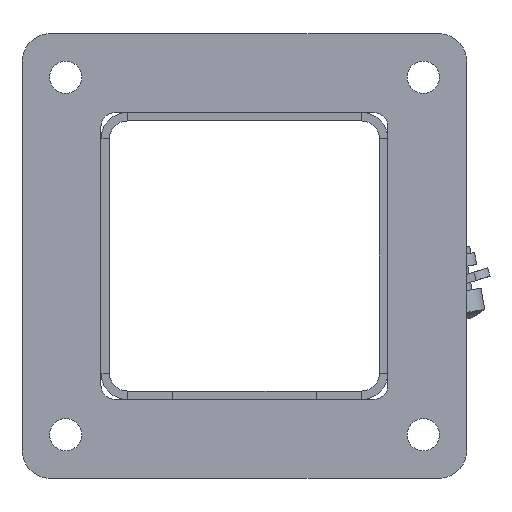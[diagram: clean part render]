
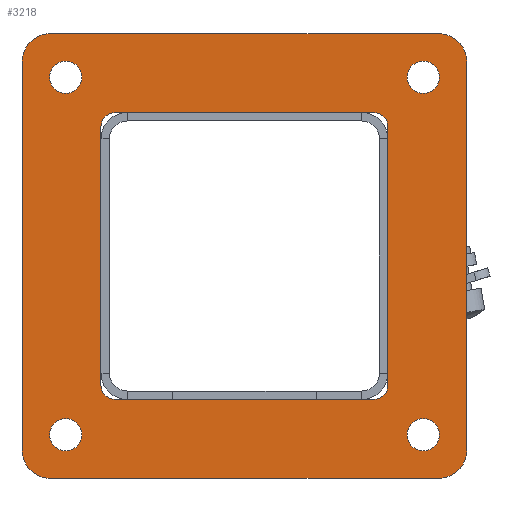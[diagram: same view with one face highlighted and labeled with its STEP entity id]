
A CAD part, front view. The second image highlights one B-rep face of the part: STEP entity #3218.
In plain terms, the highlighted face is planar.
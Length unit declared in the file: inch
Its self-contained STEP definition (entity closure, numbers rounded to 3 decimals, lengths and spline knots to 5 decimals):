
#96=FACE_BOUND($,#542,.T.);
#97=FACE_BOUND($,#543,.T.);
#98=FACE_BOUND($,#544,.T.);
#99=FACE_BOUND($,#545,.T.);
#100=FACE_BOUND($,#546,.T.);
#200=PLANE($,#3472);
#354=FACE_OUTER_BOUND($,#541,.T.);
#541=EDGE_LOOP($,(#2383,#2384,#2385,#2386,#2387,#2388,#2389,#2390));
#542=EDGE_LOOP($,(#2391,#2392,#2393,#2394,#2395,#2396,#2397,#2398));
#543=EDGE_LOOP($,(#2399));
#544=EDGE_LOOP($,(#2400));
#545=EDGE_LOOP($,(#2401));
#546=EDGE_LOOP($,(#2402));
#720=CIRCLE($,#3429,0.125);
#722=CIRCLE($,#3433,0.125);
#724=CIRCLE($,#3437,0.125);
#726=CIRCLE($,#3441,0.125);
#727=CIRCLE($,#3444,0.25);
#736=CIRCLE($,#3456,0.25);
#737=CIRCLE($,#3459,0.25);
#738=CIRCLE($,#3462,0.25);
#739=CIRCLE($,#3464,0.14063);
#740=CIRCLE($,#3466,0.14063);
#741=CIRCLE($,#3468,0.14063);
#742=CIRCLE($,#3470,0.14063);
#883=LINE($,#4862,#1193);
#886=LINE($,#4873,#1196);
#890=LINE($,#4885,#1200);
#893=LINE($,#4894,#1203);
#899=LINE($,#4910,#1209);
#905=LINE($,#4938,#1215);
#908=LINE($,#4946,#1218);
#910=LINE($,#4964,#1220);
#1193=VECTOR($,#3892,2.25);
#1196=VECTOR($,#3903,2.25);
#1200=VECTOR($,#3915,2.25);
#1203=VECTOR($,#3926,2.25);
#1209=VECTOR($,#3940,3.375);
#1215=VECTOR($,#3968,3.375);
#1218=VECTOR($,#3977,3.375);
#1220=VECTOR($,#4001,3.375);
#1481=VERTEX_POINT($,#4852);
#1482=VERTEX_POINT($,#4854);
#1484=VERTEX_POINT($,#4860);
#1487=VERTEX_POINT($,#4867);
#1488=VERTEX_POINT($,#4869);
#1491=VERTEX_POINT($,#4879);
#1492=VERTEX_POINT($,#4881);
#1494=VERTEX_POINT($,#4890);
#1495=VERTEX_POINT($,#4897);
#1496=VERTEX_POINT($,#4898);
#1500=VERTEX_POINT($,#4908);
#1510=VERTEX_POINT($,#4932);
#1511=VERTEX_POINT($,#4936);
#1512=VERTEX_POINT($,#4940);
#1513=VERTEX_POINT($,#4944);
#1514=VERTEX_POINT($,#4948);
#1515=VERTEX_POINT($,#4952);
#1516=VERTEX_POINT($,#4955);
#1517=VERTEX_POINT($,#4958);
#1518=VERTEX_POINT($,#4961);
#1791=EDGE_CURVE($,#1481,#1482,#720,.T.);
#1795=EDGE_CURVE($,#1481,#1484,#883,.T.);
#1798=EDGE_CURVE($,#1487,#1488,#722,.T.);
#1800=EDGE_CURVE($,#1487,#1482,#886,.T.);
#1804=EDGE_CURVE($,#1491,#1492,#724,.T.);
#1806=EDGE_CURVE($,#1491,#1488,#890,.T.);
#1810=EDGE_CURVE($,#1494,#1484,#726,.T.);
#1811=EDGE_CURVE($,#1494,#1492,#893,.T.);
#1813=EDGE_CURVE($,#1495,#1496,#727,.T.);
#1819=EDGE_CURVE($,#1500,#1495,#899,.T.);
#1830=EDGE_CURVE($,#1510,#1500,#736,.T.);
#1833=EDGE_CURVE($,#1511,#1510,#905,.T.);
#1834=EDGE_CURVE($,#1512,#1511,#737,.T.);
#1837=EDGE_CURVE($,#1513,#1512,#908,.T.);
#1838=EDGE_CURVE($,#1514,#1513,#738,.T.);
#1840=EDGE_CURVE($,#1515,#1515,#739,.T.);
#1841=EDGE_CURVE($,#1516,#1516,#740,.T.);
#1842=EDGE_CURVE($,#1517,#1517,#741,.T.);
#1843=EDGE_CURVE($,#1518,#1518,#742,.T.);
#1844=EDGE_CURVE($,#1496,#1514,#910,.T.);
#2383=ORIENTED_EDGE($,*,*,#1813,.F.);
#2384=ORIENTED_EDGE($,*,*,#1819,.F.);
#2385=ORIENTED_EDGE($,*,*,#1830,.F.);
#2386=ORIENTED_EDGE($,*,*,#1833,.F.);
#2387=ORIENTED_EDGE($,*,*,#1834,.F.);
#2388=ORIENTED_EDGE($,*,*,#1837,.F.);
#2389=ORIENTED_EDGE($,*,*,#1838,.F.);
#2390=ORIENTED_EDGE($,*,*,#1844,.F.);
#2391=ORIENTED_EDGE($,*,*,#1795,.T.);
#2392=ORIENTED_EDGE($,*,*,#1810,.F.);
#2393=ORIENTED_EDGE($,*,*,#1811,.T.);
#2394=ORIENTED_EDGE($,*,*,#1804,.F.);
#2395=ORIENTED_EDGE($,*,*,#1806,.T.);
#2396=ORIENTED_EDGE($,*,*,#1798,.F.);
#2397=ORIENTED_EDGE($,*,*,#1800,.T.);
#2398=ORIENTED_EDGE($,*,*,#1791,.F.);
#2399=ORIENTED_EDGE($,*,*,#1840,.T.);
#2400=ORIENTED_EDGE($,*,*,#1841,.T.);
#2401=ORIENTED_EDGE($,*,*,#1842,.T.);
#2402=ORIENTED_EDGE($,*,*,#1843,.T.);
#3218=ADVANCED_FACE($,(#354,#96,#97,#98,#99,#100),#200,.T.);
#3429=AXIS2_PLACEMENT_3D($,#4855,#3885,#3886);
#3433=AXIS2_PLACEMENT_3D($,#4870,#3898,#3899);
#3437=AXIS2_PLACEMENT_3D($,#4882,#3910,#3911);
#3441=AXIS2_PLACEMENT_3D($,#4892,#3922,#3923);
#3444=AXIS2_PLACEMENT_3D($,#4899,#3930,#3931);
#3456=AXIS2_PLACEMENT_3D($,#4933,#3962,#3963);
#3459=AXIS2_PLACEMENT_3D($,#4941,#3971,#3972);
#3462=AXIS2_PLACEMENT_3D($,#4949,#3980,#3981);
#3464=AXIS2_PLACEMENT_3D($,#4953,#3985,#3986);
#3466=AXIS2_PLACEMENT_3D($,#4956,#3989,#3990);
#3468=AXIS2_PLACEMENT_3D($,#4959,#3993,#3994);
#3470=AXIS2_PLACEMENT_3D($,#4962,#3997,#3998);
#3472=AXIS2_PLACEMENT_3D($,#4965,#4002,#4003);
#3885=DIRECTION('center_axis',(0.,0.,1.));
#3886=DIRECTION('ref_axis',(-0.707,-0.707,0.));
#3892=DIRECTION($,(0.,1.,0.));
#3898=DIRECTION('center_axis',(0.,0.,1.));
#3899=DIRECTION('ref_axis',(0.707,-0.707,0.));
#3903=DIRECTION($,(-1.,0.,0.));
#3910=DIRECTION('center_axis',(0.,0.,1.));
#3911=DIRECTION('ref_axis',(0.707,0.707,0.));
#3915=DIRECTION($,(0.,-1.,0.));
#3922=DIRECTION('center_axis',(0.,0.,1.));
#3923=DIRECTION('ref_axis',(-0.707,0.707,0.));
#3926=DIRECTION($,(1.,0.,0.));
#3930=DIRECTION('center_axis',(0.,0.,-1.));
#3931=DIRECTION('ref_axis',(-0.707,-0.707,0.));
#3940=DIRECTION($,(-1.,0.,0.));
#3962=DIRECTION('center_axis',(0.,0.,-1.));
#3963=DIRECTION('ref_axis',(0.707,-0.707,0.));
#3968=DIRECTION($,(0.,-1.,0.));
#3971=DIRECTION('center_axis',(0.,0.,-1.));
#3972=DIRECTION('ref_axis',(0.707,0.707,0.));
#3977=DIRECTION($,(1.,0.,0.));
#3980=DIRECTION('center_axis',(0.,0.,-1.));
#3981=DIRECTION('ref_axis',(-0.707,0.707,0.));
#3985=DIRECTION('center_axis',(0.,0.,-1.));
#3986=DIRECTION('ref_axis',(-1.,0.,0.));
#3989=DIRECTION('center_axis',(0.,0.,-1.));
#3990=DIRECTION('ref_axis',(-1.,0.,0.));
#3993=DIRECTION('center_axis',(0.,0.,-1.));
#3994=DIRECTION('ref_axis',(-1.,0.,0.));
#3997=DIRECTION('center_axis',(0.,0.,-1.));
#3998=DIRECTION('ref_axis',(-1.,0.,0.));
#4001=DIRECTION($,(0.,1.,0.));
#4002=DIRECTION('center_axis',(0.,0.,1.));
#4003=DIRECTION('ref_axis',(1.,0.,0.));
#4852=CARTESIAN_POINT('',(-1.25,-1.125,0.125));
#4854=CARTESIAN_POINT('',(-1.125,-1.25,0.125));
#4855=CARTESIAN_POINT('Origin',(-1.125,-1.125,0.125));
#4860=CARTESIAN_POINT('',(-1.25,1.125,0.125));
#4862=CARTESIAN_POINT($,(-1.25,-0.625,0.125));
#4867=CARTESIAN_POINT('',(1.125,-1.25,0.125));
#4869=CARTESIAN_POINT('',(1.25,-1.125,0.125));
#4870=CARTESIAN_POINT('Origin',(1.125,-1.125,0.125));
#4873=CARTESIAN_POINT($,(0.625,-1.25,0.125));
#4879=CARTESIAN_POINT('',(1.25,1.125,0.125));
#4881=CARTESIAN_POINT('',(1.125,1.25,0.125));
#4882=CARTESIAN_POINT('Origin',(1.125,1.125,0.125));
#4885=CARTESIAN_POINT($,(1.25,0.625,0.125));
#4890=CARTESIAN_POINT('',(-1.125,1.25,0.125));
#4892=CARTESIAN_POINT('Origin',(-1.125,1.125,0.125));
#4894=CARTESIAN_POINT($,(-0.625,1.25,0.125));
#4897=CARTESIAN_POINT('',(-1.6875,-1.9375,0.125));
#4898=CARTESIAN_POINT('',(-1.9375,-1.6875,0.125));
#4899=CARTESIAN_POINT('Origin',(-1.6875,-1.6875,0.125));
#4908=CARTESIAN_POINT('',(1.6875,-1.9375,0.125));
#4910=CARTESIAN_POINT($,(-1.9375,-1.9375,0.125));
#4932=CARTESIAN_POINT('',(1.9375,-1.6875,0.125));
#4933=CARTESIAN_POINT('Origin',(1.6875,-1.6875,0.125));
#4936=CARTESIAN_POINT('',(1.9375,1.6875,0.125));
#4938=CARTESIAN_POINT($,(1.9375,-1.9375,0.125));
#4940=CARTESIAN_POINT('',(1.6875,1.9375,0.125));
#4941=CARTESIAN_POINT('Origin',(1.6875,1.6875,0.125));
#4944=CARTESIAN_POINT('',(-1.6875,1.9375,0.125));
#4946=CARTESIAN_POINT($,(1.9375,1.9375,0.125));
#4948=CARTESIAN_POINT('',(-1.9375,1.6875,0.125));
#4949=CARTESIAN_POINT('Origin',(-1.6875,1.6875,0.125));
#4952=CARTESIAN_POINT('',(-1.41688,1.5575,0.125));
#4953=CARTESIAN_POINT('Origin',(-1.5575,1.5575,0.125));
#4955=CARTESIAN_POINT('',(-1.41688,-1.5575,0.125));
#4956=CARTESIAN_POINT('Origin',(-1.5575,-1.5575,0.125));
#4958=CARTESIAN_POINT('',(1.69813,-1.5575,0.125));
#4959=CARTESIAN_POINT('Origin',(1.5575,-1.5575,0.125));
#4961=CARTESIAN_POINT('',(1.69813,1.5575,0.125));
#4962=CARTESIAN_POINT('Origin',(1.5575,1.5575,0.125));
#4964=CARTESIAN_POINT($,(-1.9375,1.9375,0.125));
#4965=CARTESIAN_POINT('Origin',(0.,0.,0.125));
